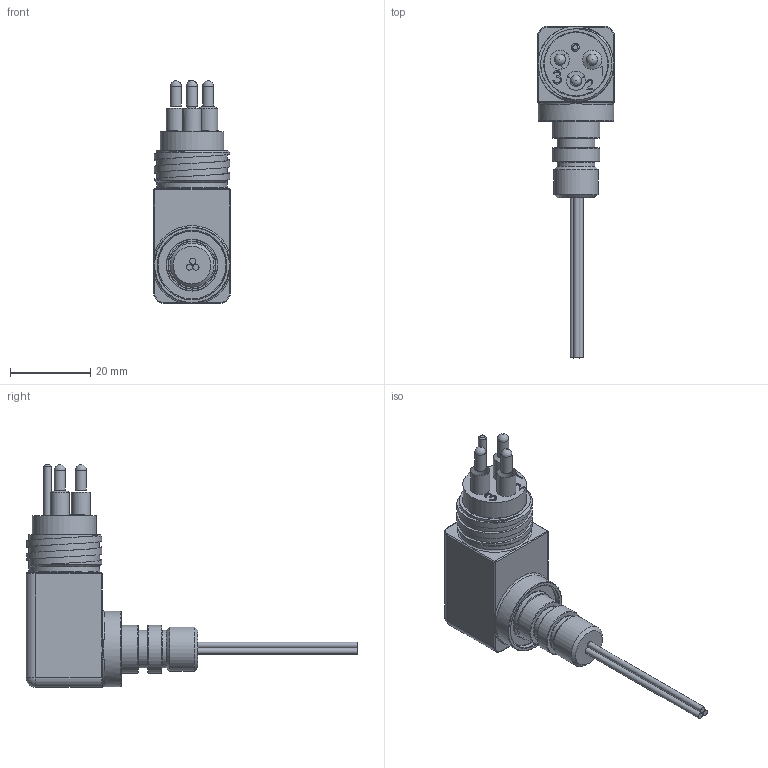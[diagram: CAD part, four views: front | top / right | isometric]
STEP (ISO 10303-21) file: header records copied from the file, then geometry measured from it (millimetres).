
FILE_DESCRIPTION(/* description */ (''),/* implementation_level */ '2;1');
FILE_NAME(/* name */ 'MCBHRA3MAS 2 O-ring.stp',/* time_stamp */ '2022-07-13T09:00:14+02:00',/* author */ ('sh'),/* organization */ (''),/* preprocessor_version */ 'ST-DEVELOPER v17',/* originating_system */ 'Autodesk Inventor 2019',/* authorisation */ '');
FILE_SCHEMA (('AUTOMOTIVE_DESIGN { 1 0 10303 214 3 1 1 }'));
Length unit declared in the file: millimetre
Products named in the file (1): MCBHRA3MAS 2 O-ring
Bounding box: 19.05 x 82.85 x 55.55 mm (x, y, z)
Volume: 17112.8 mm3; surface area: 6154.8 mm2
Topology: 1 solids, 2 shells, 163 faces, 414 edges, 274 vertices
Faces by surface type: plane 50, cylinder 43, bspline 37, torus 19, cone 10, sphere 4
Full cylindrical faces by diameter (mm): 1.524 x3, 1.981 x1, 2.779 x3, 4.775 x1, 4.801 x2, 7.239 x1, 9.398 x2, 11.024 x1, 11.938 x2, 12.7 x1, 15.875 x1, 16.129 x1, 17.145 x1, 17.628 x2, 18.847 x2, 18.923 x1
Entity records: 7332 total; most frequent: CARTESIAN_POINT 3243, ORIENTED_EDGE 820, DIRECTION 777, EDGE_CURVE 410, AXIS2_PLACEMENT_3D 321, VERTEX_POINT 274, CIRCLE 194, EDGE_LOOP 186
